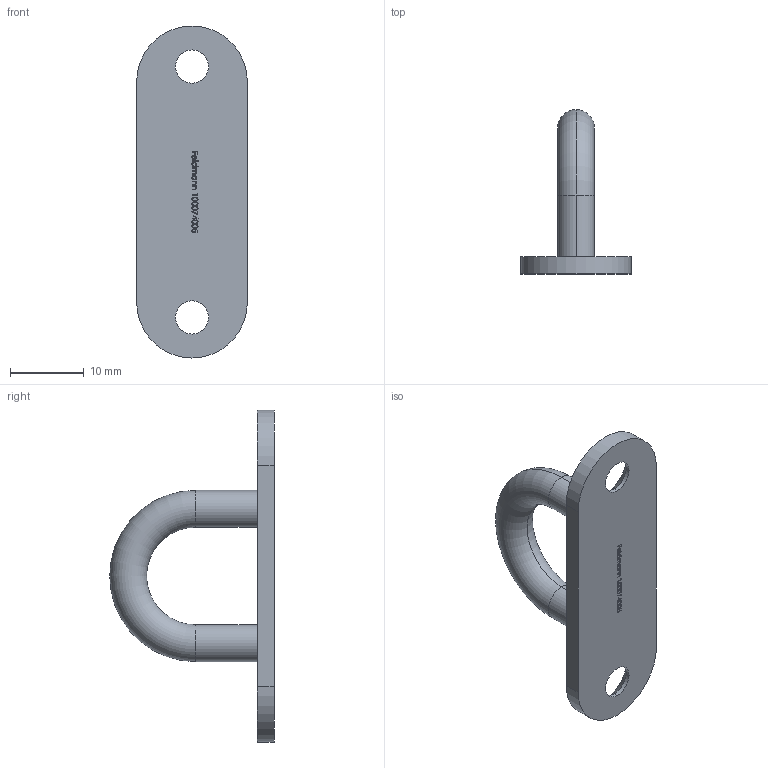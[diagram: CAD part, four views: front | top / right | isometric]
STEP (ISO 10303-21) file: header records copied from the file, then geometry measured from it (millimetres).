
FILE_DESCRIPTION (( 'STEP AP203' ), '1' );
FILE_NAME ('100074005.step', '2017-10-30T09:54:31', ( '' ), ( '' ), 'SwSTEP 2.0', 'SolidWorks 2015', '' );
FILE_SCHEMA (( 'CONFIG_CONTROL_DESIGN' ));
Length unit declared in the file: millimetre
Products named in the file (1): 100074005
Bounding box: 15 x 22.3 x 45 mm (x, y, z)
Volume: 2204.7 mm3; surface area: 2159.9 mm2
Topology: 1 solids, 1 shells, 233 faces, 607 edges, 402 vertices
Faces by surface type: plane 115, bspline 101, cylinder 11, cone 4, torus 2
Entity records: 13488 total; most frequent: CARTESIAN_POINT 8344, ORIENTED_EDGE 1214, DIRECTION 699, EDGE_CURVE 607, VERTEX_POINT 402, LINE 377, VECTOR 377, EDGE_LOOP 265
